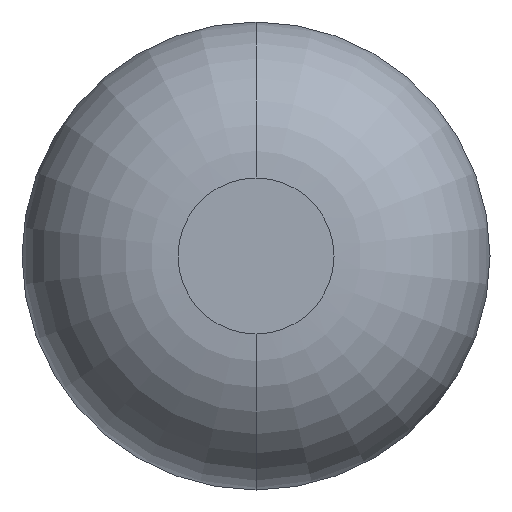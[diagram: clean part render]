
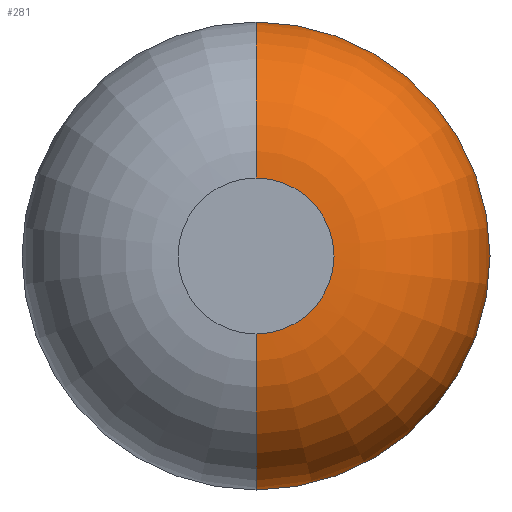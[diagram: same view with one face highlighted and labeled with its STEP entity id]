
A CAD part, front view. The second image highlights one B-rep face of the part: STEP entity #281.
In plain terms, the highlighted toroidal (fillet/blend) face has major radius 1.587 mm and minor radius 3.175 mm.
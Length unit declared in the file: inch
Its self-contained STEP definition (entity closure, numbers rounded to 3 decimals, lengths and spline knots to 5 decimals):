
#5 = FACE_OUTER_BOUND ( 'NONE', #78, .T. ) ;
#8 = EDGE_CURVE ( 'NONE', #383, #151, #251, .T. ) ;
#17 = CARTESIAN_POINT ( 'NONE',  ( 0., 0.125, 0. ) ) ;
#35 = CARTESIAN_POINT ( 'NONE',  ( 0., 0.125, -0.0625 ) ) ;
#47 = CARTESIAN_POINT ( 'NONE',  ( 0., 0.125, 0. ) ) ;
#65 = EDGE_CURVE ( 'NONE', #142, #151, #265, .T. ) ;
#78 = EDGE_LOOP ( 'NONE', ( #371, #356, #201, #205 ) ) ;
#85 = EDGE_CURVE ( 'NONE', #382, #383, #375, .T. ) ;
#98 = DIRECTION ( 'NONE',  ( 1., 0., 0. ) ) ;
#102 = CARTESIAN_POINT ( 'NONE',  ( 0., 0.125, 0.0625 ) ) ;
#103 = EDGE_CURVE ( 'NONE', #382, #142, #193, .T. ) ;
#108 = DIRECTION ( 'NONE',  ( 0., 0., -1. ) ) ;
#122 = DIRECTION ( 'NONE',  ( 0., -1., 0. ) ) ;
#131 = AXIS2_PLACEMENT_3D ( 'NONE', #332, #122, #174 ) ;
#141 = DIRECTION ( 'NONE',  ( 0., -1., 0. ) ) ;
#142 = VERTEX_POINT ( 'NONE', #365 ) ;
#145 = CARTESIAN_POINT ( 'NONE',  ( 0., 0., 0.0625 ) ) ;
#151 = VERTEX_POINT ( 'NONE', #145 ) ;
#152 = AXIS2_PLACEMENT_3D ( 'NONE', #102, #98, #218 ) ;
#174 = DIRECTION ( 'NONE',  ( 0., 0., -1. ) ) ;
#184 = AXIS2_PLACEMENT_3D ( 'NONE', #47, #141, #268 ) ;
#193 = CIRCLE ( 'NONE', #345, 0.1875 ) ;
#201 = ORIENTED_EDGE ( 'NONE', *, *, #8, .F. ) ;
#204 = CARTESIAN_POINT ( 'NONE',  ( 0., 0., -0.0625 ) ) ;
#205 = ORIENTED_EDGE ( 'NONE', *, *, #85, .F. ) ;
#215 = AXIS2_PLACEMENT_3D ( 'NONE', #35, #247, #224 ) ;
#218 = DIRECTION ( 'NONE',  ( 0., 0., -1. ) ) ;
#224 = DIRECTION ( 'NONE',  ( 0., 0., 1. ) ) ;
#247 = DIRECTION ( 'NONE',  ( -1., 0., 0. ) ) ;
#251 = CIRCLE ( 'NONE', #131, 0.0625 ) ;
#265 = CIRCLE ( 'NONE', #152, 0.125 ) ;
#268 = DIRECTION ( 'NONE',  ( 0., 0., -1. ) ) ;
#281 = ADVANCED_FACE ( 'NONE', ( #5 ), #295, .T. ) ;
#284 = DIRECTION ( 'NONE',  ( 0., -1., 0. ) ) ;
#295 = TOROIDAL_SURFACE ( 'NONE', #184, 0.0625, 0.125 ) ;
#321 = CARTESIAN_POINT ( 'NONE',  ( 0., 0.125, -0.1875 ) ) ;
#332 = CARTESIAN_POINT ( 'NONE',  ( 0., 0., 0. ) ) ;
#345 = AXIS2_PLACEMENT_3D ( 'NONE', #17, #284, #108 ) ;
#356 = ORIENTED_EDGE ( 'NONE', *, *, #65, .T. ) ;
#365 = CARTESIAN_POINT ( 'NONE',  ( 0., 0.125, 0.1875 ) ) ;
#371 = ORIENTED_EDGE ( 'NONE', *, *, #103, .T. ) ;
#375 = CIRCLE ( 'NONE', #215, 0.125 ) ;
#382 = VERTEX_POINT ( 'NONE', #321 ) ;
#383 = VERTEX_POINT ( 'NONE', #204 ) ;
